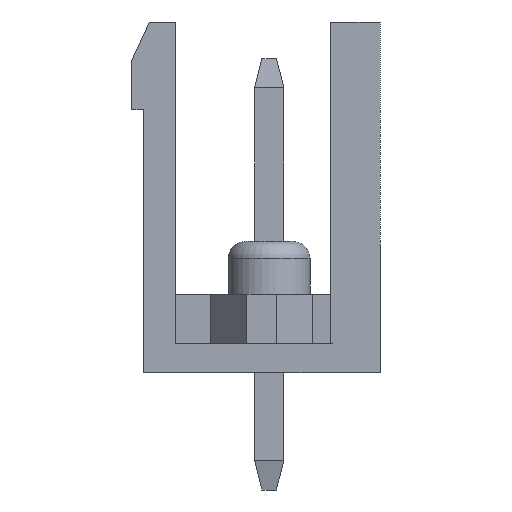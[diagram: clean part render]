
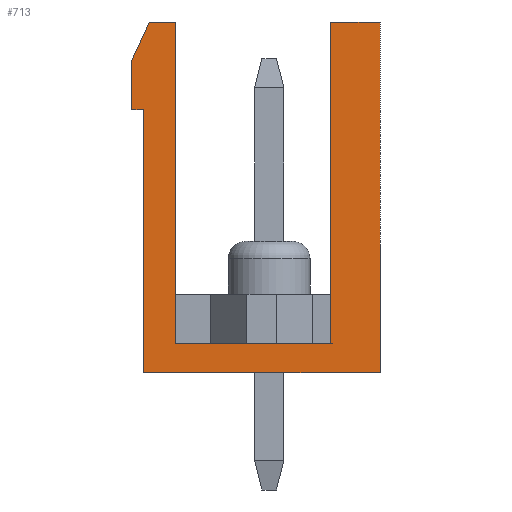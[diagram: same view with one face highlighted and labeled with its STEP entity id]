
A CAD part, left-side view. The second image highlights one B-rep face of the part: STEP entity #713.
In plain terms, the highlighted planar face has unit normal (-1, 0, 0).
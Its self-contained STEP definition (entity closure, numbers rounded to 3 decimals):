
#713 = ADVANCED_FACE( '', ( #1427 ), #1428, .T. );
#1427 = FACE_OUTER_BOUND( '', #2155, .T. );
#1428 = PLANE( '', #2156 );
#2155 = EDGE_LOOP( '', ( #4079, #4080, #4081, #4082, #4083, #4084, #4085, #4086, #4087, #4088, #4089 ) );
#2156 = AXIS2_PLACEMENT_3D( '', #4090, #4091, #4092 );
#4079 = ORIENTED_EDGE( '', *, *, #5233, .T. );
#4080 = ORIENTED_EDGE( '', *, *, #5081, .T. );
#4081 = ORIENTED_EDGE( '', *, *, #5291, .T. );
#4082 = ORIENTED_EDGE( '', *, *, #5298, .T. );
#4083 = ORIENTED_EDGE( '', *, *, #5055, .F. );
#4084 = ORIENTED_EDGE( '', *, *, #5044, .T. );
#4085 = ORIENTED_EDGE( '', *, *, #5206, .T. );
#4086 = ORIENTED_EDGE( '', *, *, #4910, .T. );
#4087 = ORIENTED_EDGE( '', *, *, #4563, .T. );
#4088 = ORIENTED_EDGE( '', *, *, #4824, .F. );
#4089 = ORIENTED_EDGE( '', *, *, #4768, .F. );
#4090 = CARTESIAN_POINT( '', ( -15., 0., 0. ) );
#4091 = DIRECTION( '', ( -1., 0., 0. ) );
#4092 = DIRECTION( '', ( 0., 0., 1. ) );
#4563 = EDGE_CURVE( '', #5487, #5488, #5489, .T. );
#4768 = EDGE_CURVE( '', #5846, #5848, #5849, .T. );
#4824 = EDGE_CURVE( '', #5848, #5488, #5936, .T. );
#4910 = EDGE_CURVE( '', #6070, #5487, #6071, .T. );
#5044 = EDGE_CURVE( '', #6265, #6263, #6266, .T. );
#5055 = EDGE_CURVE( '', #6265, #6278, #6280, .T. );
#5081 = EDGE_CURVE( '', #6315, #6313, #6316, .T. );
#5206 = EDGE_CURVE( '', #6263, #6070, #6477, .T. );
#5233 = EDGE_CURVE( '', #5846, #6315, #6511, .T. );
#5291 = EDGE_CURVE( '', #6313, #6583, #6585, .F. );
#5298 = EDGE_CURVE( '', #6583, #6278, #6592, .T. );
#5487 = VERTEX_POINT( '', #6835 );
#5488 = VERTEX_POINT( '', #6836 );
#5489 = LINE( '', #6837, #6838 );
#5846 = VERTEX_POINT( '', #7353 );
#5848 = VERTEX_POINT( '', #7356 );
#5849 = LINE( '', #7357, #7358 );
#5936 = LINE( '', #7486, #7487 );
#6070 = VERTEX_POINT( '', #7681 );
#6071 = LINE( '', #7682, #7683 );
#6263 = VERTEX_POINT( '', #7972 );
#6265 = VERTEX_POINT( '', #7975 );
#6266 = LINE( '', #7976, #7977 );
#6278 = VERTEX_POINT( '', #7994 );
#6280 = LINE( '', #7997, #7998 );
#6313 = VERTEX_POINT( '', #8043 );
#6315 = VERTEX_POINT( '', #8046 );
#6316 = LINE( '', #8047, #8048 );
#6477 = LINE( '', #8295, #8296 );
#6511 = LINE( '', #8343, #8344 );
#6583 = VERTEX_POINT( '', #8447 );
#6585 = LINE( '', #8450, #8451 );
#6592 = LINE( '', #8461, #8462 );
#6835 = CARTESIAN_POINT( '', ( -15., -4.25, 6. ) );
#6836 = CARTESIAN_POINT( '', ( -15., -2.55, 6. ) );
#6837 = CARTESIAN_POINT( '', ( -15., -4.25, 6. ) );
#6838 = VECTOR( '', #8614, 1000. );
#7353 = CARTESIAN_POINT( '', ( -15., 2.75, -5. ) );
#7356 = CARTESIAN_POINT( '', ( -15., -2.55, -5. ) );
#7357 = CARTESIAN_POINT( '', ( -15., 2.75, -5. ) );
#7358 = VECTOR( '', #8810, 1000. );
#7486 = CARTESIAN_POINT( '', ( -15., -2.55, -5. ) );
#7487 = VECTOR( '', #8861, 1000. );
#7681 = CARTESIAN_POINT( '', ( -15., -4.25, -6. ) );
#7682 = CARTESIAN_POINT( '', ( -15., -4.25, -6. ) );
#7683 = VECTOR( '', #8943, 1000. );
#7972 = CARTESIAN_POINT( '', ( -15., 3.85, -6. ) );
#7975 = CARTESIAN_POINT( '', ( -15., 3.85, 3. ) );
#7976 = CARTESIAN_POINT( '', ( -15., 3.85, 3. ) );
#7977 = VECTOR( '', #9060, 1000. );
#7994 = CARTESIAN_POINT( '', ( -15., 4.25, 3. ) );
#7997 = CARTESIAN_POINT( '', ( -15., 3.85, 3. ) );
#7998 = VECTOR( '', #9067, 1000. );
#8043 = CARTESIAN_POINT( '', ( -15., 3.65, 6. ) );
#8046 = CARTESIAN_POINT( '', ( -15., 2.75, 6. ) );
#8047 = CARTESIAN_POINT( '', ( -15., -4.25, 6. ) );
#8048 = VECTOR( '', #9087, 1000. );
#8295 = CARTESIAN_POINT( '', ( -15., 4.25, -6. ) );
#8296 = VECTOR( '', #9180, 1000. );
#8343 = CARTESIAN_POINT( '', ( -15., 2.75, -5. ) );
#8344 = VECTOR( '', #9200, 1000. );
#8447 = CARTESIAN_POINT( '', ( -15., 4.25, 4.7 ) );
#8450 = CARTESIAN_POINT( '', ( -15., 5.292, 2.442 ) );
#8451 = VECTOR( '', #9251, 1000. );
#8461 = CARTESIAN_POINT( '', ( -15., 4.25, 6. ) );
#8462 = VECTOR( '', #9255, 1000. );
#8614 = DIRECTION( '', ( 0., 1., 0. ) );
#8810 = DIRECTION( '', ( 0., -1., 0. ) );
#8861 = DIRECTION( '', ( 0., 0., 1. ) );
#8943 = DIRECTION( '', ( 0., 0., 1. ) );
#9060 = DIRECTION( '', ( 0., 0., -1. ) );
#9067 = DIRECTION( '', ( 0., 1., 0. ) );
#9087 = DIRECTION( '', ( 0., 1., 0. ) );
#9180 = DIRECTION( '', ( 0., -1., 0. ) );
#9200 = DIRECTION( '', ( 0., 0., 1. ) );
#9251 = DIRECTION( '', ( 0., -0.419, 0.908 ) );
#9255 = DIRECTION( '', ( 0., 0., -1. ) );
